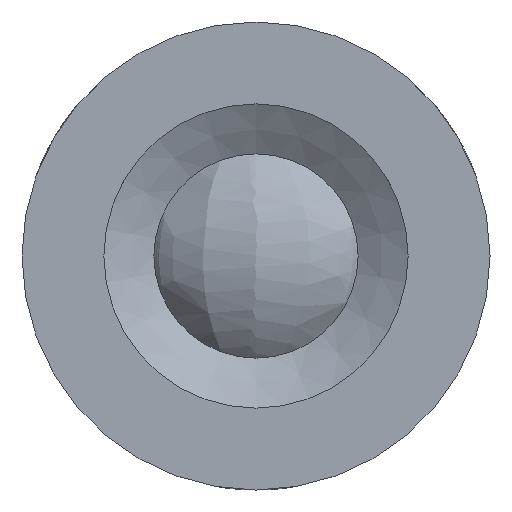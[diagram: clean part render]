
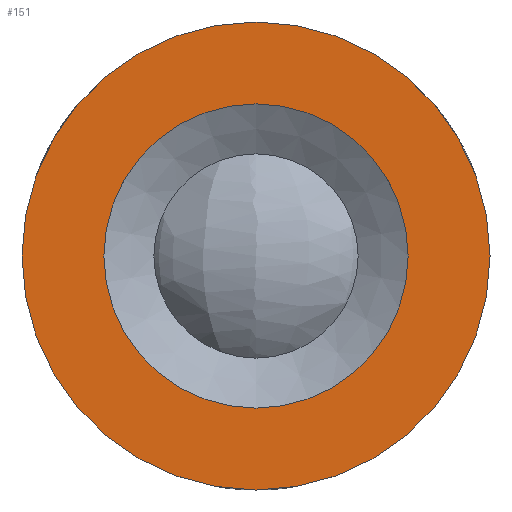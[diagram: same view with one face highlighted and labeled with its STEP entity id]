
A CAD part, front view. The second image highlights one B-rep face of the part: STEP entity #151.
In plain terms, the highlighted planar face has unit normal (0, -1, 0).
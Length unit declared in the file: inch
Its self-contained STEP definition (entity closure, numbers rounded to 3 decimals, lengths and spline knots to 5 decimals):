
#4 = CARTESIAN_POINT ( 'NONE',  ( 0., -3.3775, 0.55858 ) ) ;
#44 = CIRCLE ( 'NONE', #451, 0.85938 ) ;
#49 = EDGE_CURVE ( 'NONE', #790, #790, #841, .T. ) ;
#53 = CARTESIAN_POINT ( 'NONE',  ( 0., -3.3775, 0. ) ) ;
#151 = ADVANCED_FACE ( 'NONE', ( #434, #700 ), #776, .F. ) ;
#185 = DIRECTION ( 'NONE',  ( 0., 0., -1. ) ) ;
#194 = DIRECTION ( 'NONE',  ( 0., 1., 0. ) ) ;
#234 = VERTEX_POINT ( 'NONE', #402 ) ;
#265 = CARTESIAN_POINT ( 'NONE',  ( 0., -3.3775, 0.85938 ) ) ;
#303 = ORIENTED_EDGE ( 'NONE', *, *, #613, .F. ) ;
#344 = DIRECTION ( 'NONE',  ( 0., 0., 1. ) ) ;
#402 = CARTESIAN_POINT ( 'NONE',  ( 0., -3.3775, -0.85938 ) ) ;
#434 = FACE_OUTER_BOUND ( 'NONE', #511, .T. ) ;
#451 = AXIS2_PLACEMENT_3D ( 'NONE', #508, #766, #185 ) ;
#462 = AXIS2_PLACEMENT_3D ( 'NONE', #53, #649, #738 ) ;
#508 = CARTESIAN_POINT ( 'NONE',  ( 0., -3.3775, 0. ) ) ;
#511 = EDGE_LOOP ( 'NONE', ( #303 ) ) ;
#521 = EDGE_LOOP ( 'NONE', ( #633 ) ) ;
#572 = AXIS2_PLACEMENT_3D ( 'NONE', #265, #194, #344 ) ;
#613 = EDGE_CURVE ( 'NONE', #234, #234, #44, .T. ) ;
#633 = ORIENTED_EDGE ( 'NONE', *, *, #49, .F. ) ;
#649 = DIRECTION ( 'NONE',  ( 0., -1., 0. ) ) ;
#700 = FACE_BOUND ( 'NONE', #521, .T. ) ;
#738 = DIRECTION ( 'NONE',  ( 0., 0., 1. ) ) ;
#766 = DIRECTION ( 'NONE',  ( 0., 1., 0. ) ) ;
#776 = PLANE ( 'NONE',  #572 ) ;
#790 = VERTEX_POINT ( 'NONE', #4 ) ;
#841 = CIRCLE ( 'NONE', #462, 0.55858 ) ;
